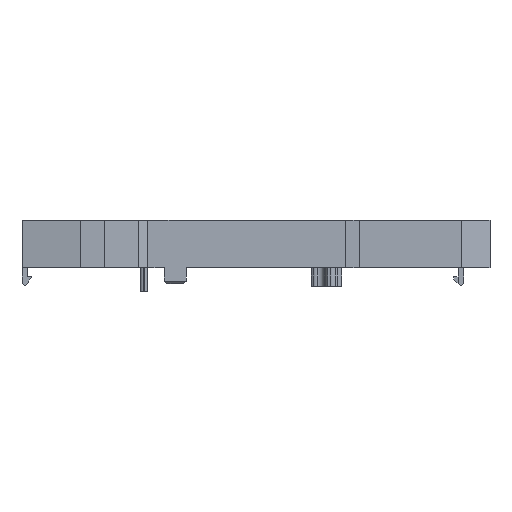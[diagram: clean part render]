
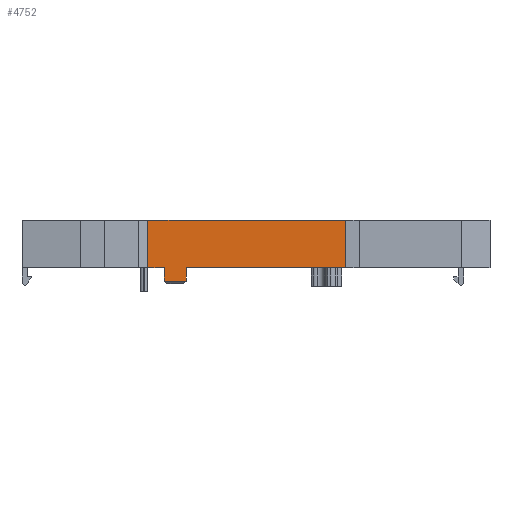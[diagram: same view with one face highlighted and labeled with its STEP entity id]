
A CAD part, front view. The second image highlights one B-rep face of the part: STEP entity #4752.
In plain terms, the highlighted planar face has unit normal (0, -1, 0).
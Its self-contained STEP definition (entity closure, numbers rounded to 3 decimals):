
#1042=ORIENTED_EDGE('',*,*,#2195,.F.);
#1043=ORIENTED_EDGE('',*,*,#2196,.T.);
#1044=ORIENTED_EDGE('',*,*,#2197,.T.);
#1045=ORIENTED_EDGE('',*,*,#1901,.T.);
#1046=ORIENTED_EDGE('',*,*,#2198,.T.);
#1047=ORIENTED_EDGE('',*,*,#2150,.F.);
#1048=ORIENTED_EDGE('',*,*,#2194,.F.);
#1049=ORIENTED_EDGE('',*,*,#1905,.T.);
#1901=EDGE_CURVE('',#2561,#2562,#3000,.T.);
#1905=EDGE_CURVE('',#2566,#2565,#3004,.T.);
#2150=EDGE_CURVE('',#2763,#2764,#3179,.T.);
#2194=EDGE_CURVE('',#2566,#2763,#3219,.T.);
#2195=EDGE_CURVE('',#2784,#2565,#3220,.T.);
#2196=EDGE_CURVE('',#2784,#2785,#3221,.T.);
#2197=EDGE_CURVE('',#2785,#2561,#3222,.T.);
#2198=EDGE_CURVE('',#2562,#2764,#3223,.T.);
#2561=VERTEX_POINT('',#7197);
#2562=VERTEX_POINT('',#7198);
#2565=VERTEX_POINT('',#7204);
#2566=VERTEX_POINT('',#7206);
#2763=VERTEX_POINT('',#7708);
#2764=VERTEX_POINT('',#7710);
#2784=VERTEX_POINT('',#7796);
#2785=VERTEX_POINT('',#7798);
#3000=LINE('',#7196,#3471);
#3004=LINE('',#7205,#3475);
#3179=LINE('',#7709,#3650);
#3219=LINE('',#7793,#3690);
#3220=LINE('',#7795,#3691);
#3221=LINE('',#7797,#3692);
#3222=LINE('',#7799,#3693);
#3223=LINE('',#7800,#3694);
#3471=VECTOR('',#5697,1000.);
#3475=VECTOR('',#5701,1000.);
#3650=VECTOR('',#6096,1000.);
#3690=VECTOR('',#6184,1000.);
#3691=VECTOR('',#6187,1000.);
#3692=VECTOR('',#6188,1000.);
#3693=VECTOR('',#6189,1000.);
#3694=VECTOR('',#6190,1000.);
#4014=EDGE_LOOP('',(#1042,#1043,#1044,#1045,#1046,#1047,#1048,#1049));
#4304=FACE_BOUND('',#4014,.T.);
#4539=PLANE('',#5184);
#4752=ADVANCED_FACE('',(#4304),#4539,.T.);
#5184=AXIS2_PLACEMENT_3D('',#7794,#6185,#6186);
#5697=DIRECTION('',(1.,0.,0.));
#5701=DIRECTION('',(1.,0.,0.));
#6096=DIRECTION('',(1.,0.,0.));
#6184=DIRECTION('',(0.,0.,1.));
#6185=DIRECTION('',(0.,-1.,0.));
#6186=DIRECTION('',(0.,0.,-1.));
#6187=DIRECTION('',(0.,0.,1.));
#6188=DIRECTION('',(1.,0.,0.));
#6189=DIRECTION('',(0.,0.,1.));
#6190=DIRECTION('',(0.,0.,1.));
#7196=CARTESIAN_POINT('',(30.134,12.061,-8.8));
#7197=CARTESIAN_POINT('',(37.234,12.061,-8.8));
#7198=CARTESIAN_POINT('',(66.734,12.061,-8.8));
#7204=CARTESIAN_POINT('',(33.134,12.061,-8.8));
#7205=CARTESIAN_POINT('',(30.134,12.061,-8.8));
#7206=CARTESIAN_POINT('',(30.134,12.061,-8.8));
#7708=CARTESIAN_POINT('',(30.134,12.061,0.));
#7709=CARTESIAN_POINT('',(37.434,12.061,0.));
#7710=CARTESIAN_POINT('',(66.734,12.061,0.));
#7793=CARTESIAN_POINT('',(30.134,12.061,-8.8));
#7794=CARTESIAN_POINT('',(37.434,12.061,-8.8));
#7795=CARTESIAN_POINT('',(33.134,12.061,-11.8));
#7796=CARTESIAN_POINT('',(33.134,12.061,-11.3));
#7797=CARTESIAN_POINT('',(37.434,12.061,-11.3));
#7798=CARTESIAN_POINT('',(37.234,12.061,-11.3));
#7799=CARTESIAN_POINT('',(37.234,12.061,-11.8));
#7800=CARTESIAN_POINT('',(66.734,12.061,-8.8));
